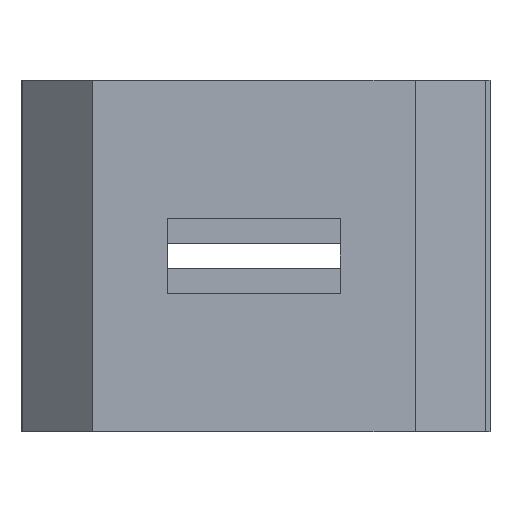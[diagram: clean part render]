
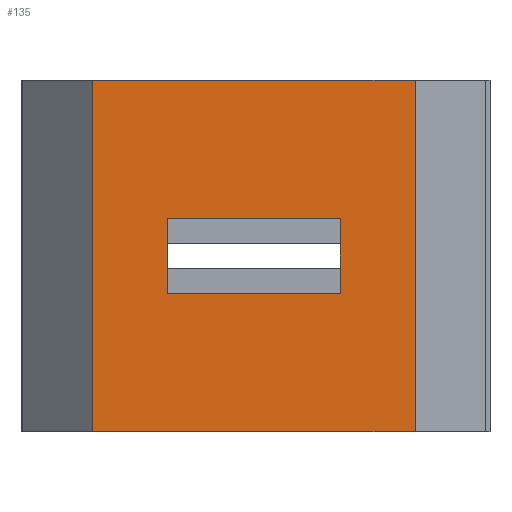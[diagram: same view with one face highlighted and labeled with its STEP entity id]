
A CAD part, front view. The second image highlights one B-rep face of the part: STEP entity #135.
In plain terms, the highlighted planar face has unit normal (0, -1, 0).
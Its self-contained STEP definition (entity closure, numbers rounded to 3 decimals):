
#21 = EDGE_CURVE('',#22,#24,#26,.T.);
#22 = VERTEX_POINT('',#23);
#23 = CARTESIAN_POINT('',(-6.9,28.5,64.));
#24 = VERTEX_POINT('',#25);
#25 = CARTESIAN_POINT('',(-6.9,28.5,79.));
#26 = SURFACE_CURVE('',#27,(#31,#43),.PCURVE_S1.);
#27 = LINE('',#28,#29);
#28 = CARTESIAN_POINT('',(-6.9,28.5,64.));
#29 = VECTOR('',#30,1.);
#30 = DIRECTION('',(0.,0.,1.));
#31 = PCURVE('',#32,#37);
#32 = PLANE('',#33);
#33 = AXIS2_PLACEMENT_3D('',#34,#35,#36);
#34 = CARTESIAN_POINT('',(-6.9,28.5,64.));
#35 = DIRECTION('',(1.,0.,0.));
#36 = DIRECTION('',(0.,0.,1.));
#37 = DEFINITIONAL_REPRESENTATION('',(#38),#42);
#38 = LINE('',#39,#40);
#39 = CARTESIAN_POINT('',(0.,0.));
#40 = VECTOR('',#41,1.);
#41 = DIRECTION('',(1.,0.));
#42 = ( GEOMETRIC_REPRESENTATION_CONTEXT(2) 
PARAMETRIC_REPRESENTATION_CONTEXT() REPRESENTATION_CONTEXT('2D SPACE',''
  ) );
#43 = PCURVE('',#44,#49);
#44 = PLANE('',#45);
#45 = AXIS2_PLACEMENT_3D('',#46,#47,#48);
#46 = CARTESIAN_POINT('',(-6.9,28.5,64.));
#47 = DIRECTION('',(0.,1.,0.));
#48 = DIRECTION('',(0.,0.,1.));
#49 = DEFINITIONAL_REPRESENTATION('',(#50),#54);
#50 = LINE('',#51,#52);
#51 = CARTESIAN_POINT('',(0.,0.));
#52 = VECTOR('',#53,1.);
#53 = DIRECTION('',(1.,0.));
#54 = ( GEOMETRIC_REPRESENTATION_CONTEXT(2) 
PARAMETRIC_REPRESENTATION_CONTEXT() REPRESENTATION_CONTEXT('2D SPACE',''
  ) );
#72 = PLANE('',#73);
#73 = AXIS2_PLACEMENT_3D('',#74,#75,#76);
#74 = CARTESIAN_POINT('',(-6.9,28.5,64.));
#75 = DIRECTION('',(0.,0.,1.));
#76 = DIRECTION('',(1.,0.,0.));
#124 = PLANE('',#125);
#125 = AXIS2_PLACEMENT_3D('',#126,#127,#128);
#126 = CARTESIAN_POINT('',(-6.9,28.5,79.));
#127 = DIRECTION('',(0.,0.,1.));
#128 = DIRECTION('',(1.,0.,0.));
#135 = ADVANCED_FACE('',(#136,#211),#44,.F.);
#136 = FACE_BOUND('',#137,.F.);
#137 = EDGE_LOOP('',(#138,#161,#162,#185));
#138 = ORIENTED_EDGE('',*,*,#139,.F.);
#139 = EDGE_CURVE('',#22,#140,#142,.T.);
#140 = VERTEX_POINT('',#141);
#141 = CARTESIAN_POINT('',(6.9,28.5,64.));
#142 = SURFACE_CURVE('',#143,(#147,#154),.PCURVE_S1.);
#143 = LINE('',#144,#145);
#144 = CARTESIAN_POINT('',(-6.9,28.5,64.));
#145 = VECTOR('',#146,1.);
#146 = DIRECTION('',(1.,0.,0.));
#147 = PCURVE('',#44,#148);
#148 = DEFINITIONAL_REPRESENTATION('',(#149),#153);
#149 = LINE('',#150,#151);
#150 = CARTESIAN_POINT('',(0.,0.));
#151 = VECTOR('',#152,1.);
#152 = DIRECTION('',(0.,1.));
#153 = ( GEOMETRIC_REPRESENTATION_CONTEXT(2) 
PARAMETRIC_REPRESENTATION_CONTEXT() REPRESENTATION_CONTEXT('2D SPACE',''
  ) );
#154 = PCURVE('',#72,#155);
#155 = DEFINITIONAL_REPRESENTATION('',(#156),#160);
#156 = LINE('',#157,#158);
#157 = CARTESIAN_POINT('',(0.,0.));
#158 = VECTOR('',#159,1.);
#159 = DIRECTION('',(1.,0.));
#160 = ( GEOMETRIC_REPRESENTATION_CONTEXT(2) 
PARAMETRIC_REPRESENTATION_CONTEXT() REPRESENTATION_CONTEXT('2D SPACE',''
  ) );
#161 = ORIENTED_EDGE('',*,*,#21,.T.);
#162 = ORIENTED_EDGE('',*,*,#163,.T.);
#163 = EDGE_CURVE('',#24,#164,#166,.T.);
#164 = VERTEX_POINT('',#165);
#165 = CARTESIAN_POINT('',(6.9,28.5,79.));
#166 = SURFACE_CURVE('',#167,(#171,#178),.PCURVE_S1.);
#167 = LINE('',#168,#169);
#168 = CARTESIAN_POINT('',(-6.9,28.5,79.));
#169 = VECTOR('',#170,1.);
#170 = DIRECTION('',(1.,0.,0.));
#171 = PCURVE('',#44,#172);
#172 = DEFINITIONAL_REPRESENTATION('',(#173),#177);
#173 = LINE('',#174,#175);
#174 = CARTESIAN_POINT('',(15.,0.));
#175 = VECTOR('',#176,1.);
#176 = DIRECTION('',(0.,1.));
#177 = ( GEOMETRIC_REPRESENTATION_CONTEXT(2) 
PARAMETRIC_REPRESENTATION_CONTEXT() REPRESENTATION_CONTEXT('2D SPACE',''
  ) );
#178 = PCURVE('',#124,#179);
#179 = DEFINITIONAL_REPRESENTATION('',(#180),#184);
#180 = LINE('',#181,#182);
#181 = CARTESIAN_POINT('',(0.,0.));
#182 = VECTOR('',#183,1.);
#183 = DIRECTION('',(1.,0.));
#184 = ( GEOMETRIC_REPRESENTATION_CONTEXT(2) 
PARAMETRIC_REPRESENTATION_CONTEXT() REPRESENTATION_CONTEXT('2D SPACE',''
  ) );
#185 = ORIENTED_EDGE('',*,*,#186,.F.);
#186 = EDGE_CURVE('',#140,#164,#187,.T.);
#187 = SURFACE_CURVE('',#188,(#192,#199),.PCURVE_S1.);
#188 = LINE('',#189,#190);
#189 = CARTESIAN_POINT('',(6.9,28.5,64.));
#190 = VECTOR('',#191,1.);
#191 = DIRECTION('',(0.,0.,1.));
#192 = PCURVE('',#44,#193);
#193 = DEFINITIONAL_REPRESENTATION('',(#194),#198);
#194 = LINE('',#195,#196);
#195 = CARTESIAN_POINT('',(0.,13.8));
#196 = VECTOR('',#197,1.);
#197 = DIRECTION('',(1.,0.));
#198 = ( GEOMETRIC_REPRESENTATION_CONTEXT(2) 
PARAMETRIC_REPRESENTATION_CONTEXT() REPRESENTATION_CONTEXT('2D SPACE',''
  ) );
#199 = PCURVE('',#200,#205);
#200 = PLANE('',#201);
#201 = AXIS2_PLACEMENT_3D('',#202,#203,#204);
#202 = CARTESIAN_POINT('',(6.9,28.5,64.));
#203 = DIRECTION('',(1.,0.,0.));
#204 = DIRECTION('',(0.,0.,1.));
#205 = DEFINITIONAL_REPRESENTATION('',(#206),#210);
#206 = LINE('',#207,#208);
#207 = CARTESIAN_POINT('',(0.,0.));
#208 = VECTOR('',#209,1.);
#209 = DIRECTION('',(1.,0.));
#210 = ( GEOMETRIC_REPRESENTATION_CONTEXT(2) 
PARAMETRIC_REPRESENTATION_CONTEXT() REPRESENTATION_CONTEXT('2D SPACE',''
  ) );
#211 = FACE_BOUND('',#212,.F.);
#212 = EDGE_LOOP('',(#213,#241,#267,#293));
#213 = ORIENTED_EDGE('',*,*,#214,.T.);
#214 = EDGE_CURVE('',#215,#217,#219,.T.);
#215 = VERTEX_POINT('',#216);
#216 = CARTESIAN_POINT('',(-3.7,28.5,73.1));
#217 = VERTEX_POINT('',#218);
#218 = CARTESIAN_POINT('',(-3.7,28.5,69.9));
#219 = SURFACE_CURVE('',#220,(#224,#230),.PCURVE_S1.);
#220 = LINE('',#221,#222);
#221 = CARTESIAN_POINT('',(-3.7,28.5,66.95));
#222 = VECTOR('',#223,1.);
#223 = DIRECTION('',(0.,0.,-1.));
#224 = PCURVE('',#44,#225);
#225 = DEFINITIONAL_REPRESENTATION('',(#226),#229);
#226 = B_SPLINE_CURVE_WITH_KNOTS('',1,(#227,#228),.UNSPECIFIED.,.F.,.F.,
  (2,2),(-6.47,-2.63),.PIECEWISE_BEZIER_KNOTS.);
#227 = CARTESIAN_POINT('',(9.42,3.2));
#228 = CARTESIAN_POINT('',(5.58,3.2));
#229 = ( GEOMETRIC_REPRESENTATION_CONTEXT(2) 
PARAMETRIC_REPRESENTATION_CONTEXT() REPRESENTATION_CONTEXT('2D SPACE',''
  ) );
#230 = PCURVE('',#231,#236);
#231 = PLANE('',#232);
#232 = AXIS2_PLACEMENT_3D('',#233,#234,#235);
#233 = CARTESIAN_POINT('',(-3.7,15.,69.9));
#234 = DIRECTION('',(1.,0.,0.));
#235 = DIRECTION('',(0.,0.,1.));
#236 = DEFINITIONAL_REPRESENTATION('',(#237),#240);
#237 = B_SPLINE_CURVE_WITH_KNOTS('',1,(#238,#239),.UNSPECIFIED.,.F.,.F.,
  (2,2),(-6.47,-2.63),.PIECEWISE_BEZIER_KNOTS.);
#238 = CARTESIAN_POINT('',(3.52,-13.5));
#239 = CARTESIAN_POINT('',(-0.32,-13.5));
#240 = ( GEOMETRIC_REPRESENTATION_CONTEXT(2) 
PARAMETRIC_REPRESENTATION_CONTEXT() REPRESENTATION_CONTEXT('2D SPACE',''
  ) );
#241 = ORIENTED_EDGE('',*,*,#242,.T.);
#242 = EDGE_CURVE('',#217,#243,#245,.T.);
#243 = VERTEX_POINT('',#244);
#244 = CARTESIAN_POINT('',(3.7,28.5,69.9));
#245 = SURFACE_CURVE('',#246,(#250,#256),.PCURVE_S1.);
#246 = LINE('',#247,#248);
#247 = CARTESIAN_POINT('',(-5.3,28.5,69.9));
#248 = VECTOR('',#249,1.);
#249 = DIRECTION('',(1.,0.,0.));
#250 = PCURVE('',#44,#251);
#251 = DEFINITIONAL_REPRESENTATION('',(#252),#255);
#252 = B_SPLINE_CURVE_WITH_KNOTS('',1,(#253,#254),.UNSPECIFIED.,.F.,.F.,
  (2,2),(0.86,9.74),.PIECEWISE_BEZIER_KNOTS.);
#253 = CARTESIAN_POINT('',(5.9,2.46));
#254 = CARTESIAN_POINT('',(5.9,11.34));
#255 = ( GEOMETRIC_REPRESENTATION_CONTEXT(2) 
PARAMETRIC_REPRESENTATION_CONTEXT() REPRESENTATION_CONTEXT('2D SPACE',''
  ) );
#256 = PCURVE('',#257,#262);
#257 = PLANE('',#258);
#258 = AXIS2_PLACEMENT_3D('',#259,#260,#261);
#259 = CARTESIAN_POINT('',(-3.7,15.,69.9));
#260 = DIRECTION('',(0.,0.,1.));
#261 = DIRECTION('',(1.,0.,0.));
#262 = DEFINITIONAL_REPRESENTATION('',(#263),#266);
#263 = B_SPLINE_CURVE_WITH_KNOTS('',1,(#264,#265),.UNSPECIFIED.,.F.,.F.,
  (2,2),(0.86,9.74),.PIECEWISE_BEZIER_KNOTS.);
#264 = CARTESIAN_POINT('',(-0.74,13.5));
#265 = CARTESIAN_POINT('',(8.14,13.5));
#266 = ( GEOMETRIC_REPRESENTATION_CONTEXT(2) 
PARAMETRIC_REPRESENTATION_CONTEXT() REPRESENTATION_CONTEXT('2D SPACE',''
  ) );
#267 = ORIENTED_EDGE('',*,*,#268,.F.);
#268 = EDGE_CURVE('',#269,#243,#271,.T.);
#269 = VERTEX_POINT('',#270);
#270 = CARTESIAN_POINT('',(3.7,28.5,73.1));
#271 = SURFACE_CURVE('',#272,(#276,#282),.PCURVE_S1.);
#272 = LINE('',#273,#274);
#273 = CARTESIAN_POINT('',(3.7,28.5,66.95));
#274 = VECTOR('',#275,1.);
#275 = DIRECTION('',(0.,0.,-1.));
#276 = PCURVE('',#44,#277);
#277 = DEFINITIONAL_REPRESENTATION('',(#278),#281);
#278 = B_SPLINE_CURVE_WITH_KNOTS('',1,(#279,#280),.UNSPECIFIED.,.F.,.F.,
  (2,2),(-6.47,-2.63),.PIECEWISE_BEZIER_KNOTS.);
#279 = CARTESIAN_POINT('',(9.42,10.6));
#280 = CARTESIAN_POINT('',(5.58,10.6));
#281 = ( GEOMETRIC_REPRESENTATION_CONTEXT(2) 
PARAMETRIC_REPRESENTATION_CONTEXT() REPRESENTATION_CONTEXT('2D SPACE',''
  ) );
#282 = PCURVE('',#283,#288);
#283 = PLANE('',#284);
#284 = AXIS2_PLACEMENT_3D('',#285,#286,#287);
#285 = CARTESIAN_POINT('',(3.7,15.,69.9));
#286 = DIRECTION('',(1.,0.,0.));
#287 = DIRECTION('',(0.,0.,1.));
#288 = DEFINITIONAL_REPRESENTATION('',(#289),#292);
#289 = B_SPLINE_CURVE_WITH_KNOTS('',1,(#290,#291),.UNSPECIFIED.,.F.,.F.,
  (2,2),(-6.47,-2.63),.PIECEWISE_BEZIER_KNOTS.);
#290 = CARTESIAN_POINT('',(3.52,-13.5));
#291 = CARTESIAN_POINT('',(-0.32,-13.5));
#292 = ( GEOMETRIC_REPRESENTATION_CONTEXT(2) 
PARAMETRIC_REPRESENTATION_CONTEXT() REPRESENTATION_CONTEXT('2D SPACE',''
  ) );
#293 = ORIENTED_EDGE('',*,*,#294,.F.);
#294 = EDGE_CURVE('',#215,#269,#295,.T.);
#295 = SURFACE_CURVE('',#296,(#300,#306),.PCURVE_S1.);
#296 = LINE('',#297,#298);
#297 = CARTESIAN_POINT('',(-5.3,28.5,73.1));
#298 = VECTOR('',#299,1.);
#299 = DIRECTION('',(1.,0.,0.));
#300 = PCURVE('',#44,#301);
#301 = DEFINITIONAL_REPRESENTATION('',(#302),#305);
#302 = B_SPLINE_CURVE_WITH_KNOTS('',1,(#303,#304),.UNSPECIFIED.,.F.,.F.,
  (2,2),(0.86,9.74),.PIECEWISE_BEZIER_KNOTS.);
#303 = CARTESIAN_POINT('',(9.1,2.46));
#304 = CARTESIAN_POINT('',(9.1,11.34));
#305 = ( GEOMETRIC_REPRESENTATION_CONTEXT(2) 
PARAMETRIC_REPRESENTATION_CONTEXT() REPRESENTATION_CONTEXT('2D SPACE',''
  ) );
#306 = PCURVE('',#307,#312);
#307 = PLANE('',#308);
#308 = AXIS2_PLACEMENT_3D('',#309,#310,#311);
#309 = CARTESIAN_POINT('',(-3.7,15.,73.1));
#310 = DIRECTION('',(0.,0.,1.));
#311 = DIRECTION('',(1.,0.,0.));
#312 = DEFINITIONAL_REPRESENTATION('',(#313),#316);
#313 = B_SPLINE_CURVE_WITH_KNOTS('',1,(#314,#315),.UNSPECIFIED.,.F.,.F.,
  (2,2),(0.86,9.74),.PIECEWISE_BEZIER_KNOTS.);
#314 = CARTESIAN_POINT('',(-0.74,13.5));
#315 = CARTESIAN_POINT('',(8.14,13.5));
#316 = ( GEOMETRIC_REPRESENTATION_CONTEXT(2) 
PARAMETRIC_REPRESENTATION_CONTEXT() REPRESENTATION_CONTEXT('2D SPACE',''
  ) );
